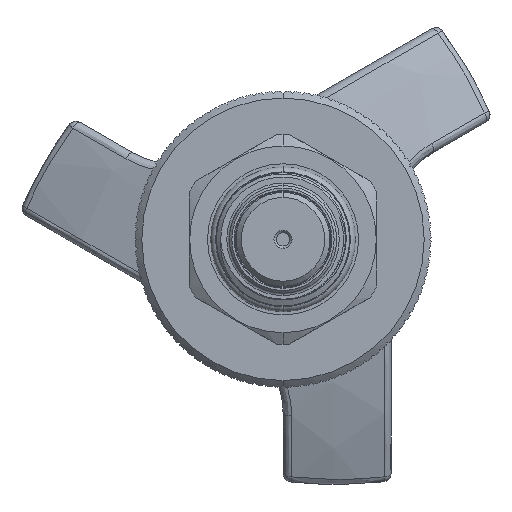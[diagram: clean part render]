
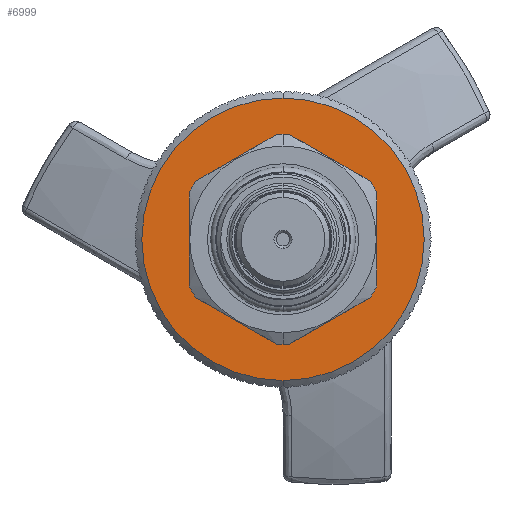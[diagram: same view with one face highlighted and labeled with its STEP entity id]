
A CAD part, left-side view. The second image highlights one B-rep face of the part: STEP entity #6999.
In plain terms, the highlighted planar face has unit normal (-1, 0, 0).
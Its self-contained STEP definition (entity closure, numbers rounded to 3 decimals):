
#1232 = CARTESIAN_POINT ( 'NONE',  ( 53.655, 0., 0. ) ) ;
#2606 = DIRECTION ( 'NONE',  ( -1., 0., 0. ) ) ;
#3286 = CIRCLE ( 'NONE', #7815, 10.9 ) ;
#3764 = AXIS2_PLACEMENT_3D ( 'NONE', #24446, #2606, #6883 ) ;
#4137 = CARTESIAN_POINT ( 'NONE',  ( 53.655, 0., 0. ) ) ;
#5179 = AXIS2_PLACEMENT_3D ( 'NONE', #1232, #16457, #7804 ) ;
#5700 = ORIENTED_EDGE ( 'NONE', *, *, #27603, .T. ) ;
#6071 = DIRECTION ( 'NONE',  ( -1., 0., 0. ) ) ;
#6883 = DIRECTION ( 'NONE',  ( 0., 0., -1. ) ) ;
#6999 = ADVANCED_FACE ( 'NONE', ( #16032, #26289 ), #10534, .T. ) ;
#7804 = DIRECTION ( 'NONE',  ( 0., 0., -1. ) ) ;
#7815 = AXIS2_PLACEMENT_3D ( 'NONE', #4137, #6071, #8230 ) ;
#8230 = DIRECTION ( 'NONE',  ( 0., 0., -1. ) ) ;
#8535 = EDGE_CURVE ( 'NONE', #17295, #27912, #20799, .T. ) ;
#8628 = CARTESIAN_POINT ( 'NONE',  ( 53.655, 0., -16.7 ) ) ;
#10115 = EDGE_CURVE ( 'NONE', #21125, #17049, #16952, .T. ) ;
#10534 = PLANE ( 'NONE',  #23231 ) ;
#12892 = DIRECTION ( 'NONE',  ( 0., 0., -1. ) ) ;
#13301 = AXIS2_PLACEMENT_3D ( 'NONE', #22122, #17622, #26395 ) ;
#16032 = FACE_OUTER_BOUND ( 'NONE', #27049, .T. ) ;
#16388 = EDGE_LOOP ( 'NONE', ( #26887, #18077 ) ) ;
#16457 = DIRECTION ( 'NONE',  ( -1., 0., 0. ) ) ;
#16952 = CIRCLE ( 'NONE', #5179, 16.7 ) ;
#17040 = CARTESIAN_POINT ( 'NONE',  ( 53.655, 0., 0. ) ) ;
#17049 = VERTEX_POINT ( 'NONE', #19857 ) ;
#17295 = VERTEX_POINT ( 'NONE', #20626 ) ;
#17622 = DIRECTION ( 'NONE',  ( -1., 0., 0. ) ) ;
#18077 = ORIENTED_EDGE ( 'NONE', *, *, #8535, .F. ) ;
#19857 = CARTESIAN_POINT ( 'NONE',  ( 53.655, 0., 16.7 ) ) ;
#20626 = CARTESIAN_POINT ( 'NONE',  ( 53.655, 10.9, 0. ) ) ;
#20799 = CIRCLE ( 'NONE', #13301, 10.9 ) ;
#21125 = VERTEX_POINT ( 'NONE', #8628 ) ;
#22122 = CARTESIAN_POINT ( 'NONE',  ( 53.655, 0., 0. ) ) ;
#23107 = EDGE_CURVE ( 'NONE', #27912, #17295, #3286, .T. ) ;
#23231 = AXIS2_PLACEMENT_3D ( 'NONE', #17040, #23474, #12892 ) ;
#23474 = DIRECTION ( 'NONE',  ( -1., 0., 0. ) ) ;
#24446 = CARTESIAN_POINT ( 'NONE',  ( 53.655, 0., 0. ) ) ;
#25221 = CARTESIAN_POINT ( 'NONE',  ( 53.655, -10.9, 0. ) ) ;
#26278 = CIRCLE ( 'NONE', #3764, 16.7 ) ;
#26289 = FACE_BOUND ( 'NONE', #16388, .T. ) ;
#26395 = DIRECTION ( 'NONE',  ( 0., 0., -1. ) ) ;
#26887 = ORIENTED_EDGE ( 'NONE', *, *, #23107, .F. ) ;
#26908 = ORIENTED_EDGE ( 'NONE', *, *, #10115, .T. ) ;
#27049 = EDGE_LOOP ( 'NONE', ( #5700, #26908 ) ) ;
#27603 = EDGE_CURVE ( 'NONE', #17049, #21125, #26278, .T. ) ;
#27912 = VERTEX_POINT ( 'NONE', #25221 ) ;
